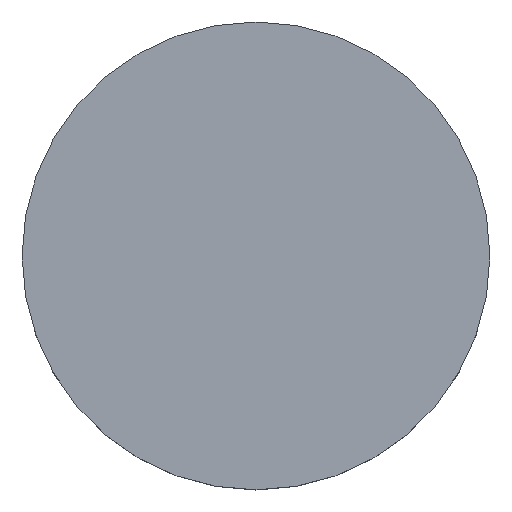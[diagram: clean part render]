
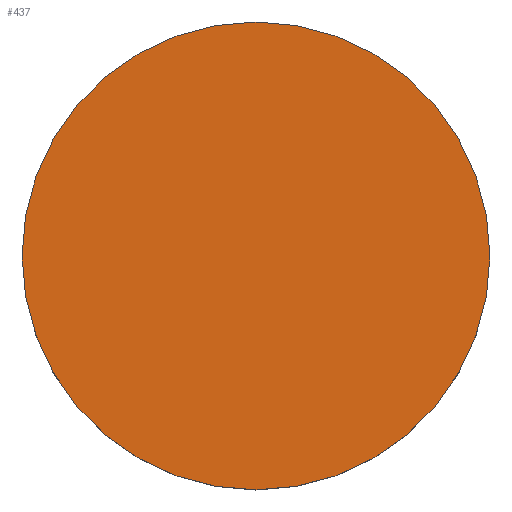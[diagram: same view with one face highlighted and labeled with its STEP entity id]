
A CAD part, top view. The second image highlights one B-rep face of the part: STEP entity #437.
In plain terms, the highlighted planar face has unit normal (0, 0, 1).
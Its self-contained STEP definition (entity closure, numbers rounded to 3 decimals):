
#28 = AXIS2_PLACEMENT_3D ( 'NONE', #70, #295, #31 ) ;
#29 = CARTESIAN_POINT ( 'NONE',  ( 0., 0., 25.311 ) ) ;
#31 = DIRECTION ( 'NONE',  ( 1., 0., 0. ) ) ;
#48 = EDGE_CURVE ( 'NONE', #177, #430, #486, .T. ) ;
#70 = CARTESIAN_POINT ( 'NONE',  ( 0., 0., 25.311 ) ) ;
#122 = DIRECTION ( 'NONE',  ( 1., 0., 0. ) ) ;
#139 = DIRECTION ( 'NONE',  ( 0., 0., 1. ) ) ;
#141 = CARTESIAN_POINT ( 'NONE',  ( 2.4, 0., 25.311 ) ) ;
#143 = ORIENTED_EDGE ( 'NONE', *, *, #48, .T. ) ;
#158 = CARTESIAN_POINT ( 'NONE',  ( 0., 0., 25.311 ) ) ;
#177 = VERTEX_POINT ( 'NONE', #213 ) ;
#213 = CARTESIAN_POINT ( 'NONE',  ( -2.4, 0., 25.311 ) ) ;
#225 = DIRECTION ( 'NONE',  ( 1., 0., 0. ) ) ;
#295 = DIRECTION ( 'NONE',  ( 0., 0., 1. ) ) ;
#338 = AXIS2_PLACEMENT_3D ( 'NONE', #29, #139, #225 ) ;
#353 = AXIS2_PLACEMENT_3D ( 'NONE', #158, #375, #122 ) ;
#375 = DIRECTION ( 'NONE',  ( 0., 0., 1. ) ) ;
#397 = PLANE ( 'NONE',  #338 ) ;
#399 = EDGE_CURVE ( 'NONE', #430, #177, #508, .T. ) ;
#421 = ORIENTED_EDGE ( 'NONE', *, *, #399, .T. ) ;
#427 = FACE_OUTER_BOUND ( 'NONE', #490, .T. ) ;
#430 = VERTEX_POINT ( 'NONE', #141 ) ;
#437 = ADVANCED_FACE ( 'NONE', ( #427 ), #397, .T. ) ;
#486 = CIRCLE ( 'NONE', #353, 2.4 ) ;
#490 = EDGE_LOOP ( 'NONE', ( #143, #421 ) ) ;
#508 = CIRCLE ( 'NONE', #28, 2.4 ) ;
